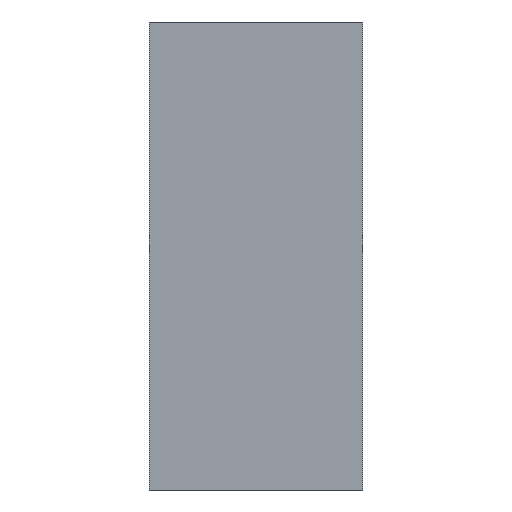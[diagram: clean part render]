
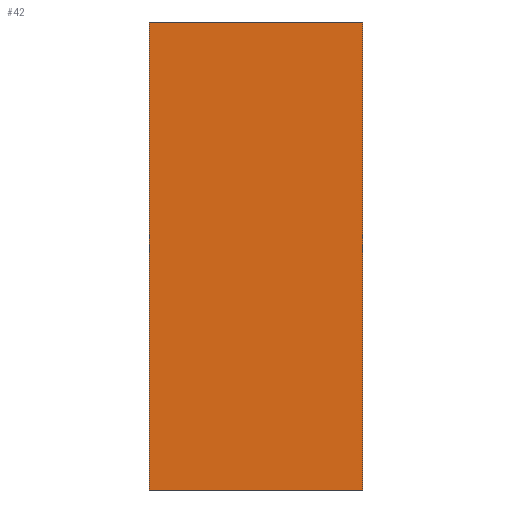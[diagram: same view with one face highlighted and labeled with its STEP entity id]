
A CAD part, left-side view. The second image highlights one B-rep face of the part: STEP entity #42.
In plain terms, the highlighted planar face has unit normal (-1, 0, 0).
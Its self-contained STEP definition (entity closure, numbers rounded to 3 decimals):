
#42 = ADVANCED_FACE( '', ( #84 ), #85, .F. );
#84 = FACE_OUTER_BOUND( '', #121, .T. );
#85 = PLANE( '', #122 );
#121 = EDGE_LOOP( '', ( #171, #172, #173, #174 ) );
#122 = AXIS2_PLACEMENT_3D( '', #175, #176, #177 );
#171 = ORIENTED_EDGE( '', *, *, #202, .T. );
#172 = ORIENTED_EDGE( '', *, *, #215, .F. );
#173 = ORIENTED_EDGE( '', *, *, #216, .F. );
#174 = ORIENTED_EDGE( '', *, *, #208, .T. );
#175 = CARTESIAN_POINT( '', ( -248., 31., 136. ) );
#176 = DIRECTION( '', ( 1., 0., 0. ) );
#177 = DIRECTION( '', ( 0., 0., -1. ) );
#202 = EDGE_CURVE( '', #226, #230, #232, .T. );
#208 = EDGE_CURVE( '', #240, #226, #241, .T. );
#215 = EDGE_CURVE( '', #250, #230, #251, .T. );
#216 = EDGE_CURVE( '', #240, #250, #252, .T. );
#226 = VERTEX_POINT( '', #262 );
#230 = VERTEX_POINT( '', #268 );
#232 = LINE( '', #271, #272 );
#240 = VERTEX_POINT( '', #283 );
#241 = LINE( '', #284, #285 );
#250 = VERTEX_POINT( '', #295 );
#251 = LINE( '', #296, #297 );
#252 = LINE( '', #298, #299 );
#262 = CARTESIAN_POINT( '', ( -248., 31., 0. ) );
#268 = CARTESIAN_POINT( '', ( -248., -31., 0. ) );
#271 = CARTESIAN_POINT( '', ( -248., 31., 0. ) );
#272 = VECTOR( '', #313, 1000. );
#283 = CARTESIAN_POINT( '', ( -248., 31., 136. ) );
#284 = CARTESIAN_POINT( '', ( -248., 31., 136. ) );
#285 = VECTOR( '', #317, 1000. );
#295 = CARTESIAN_POINT( '', ( -248., -31., 136. ) );
#296 = CARTESIAN_POINT( '', ( -248., -31., 136. ) );
#297 = VECTOR( '', #325, 1000. );
#298 = CARTESIAN_POINT( '', ( -248., 31., 136. ) );
#299 = VECTOR( '', #326, 1000. );
#313 = DIRECTION( '', ( 0., -1., 0. ) );
#317 = DIRECTION( '', ( 0., 0., -1. ) );
#325 = DIRECTION( '', ( 0., 0., -1. ) );
#326 = DIRECTION( '', ( 0., -1., 0. ) );
